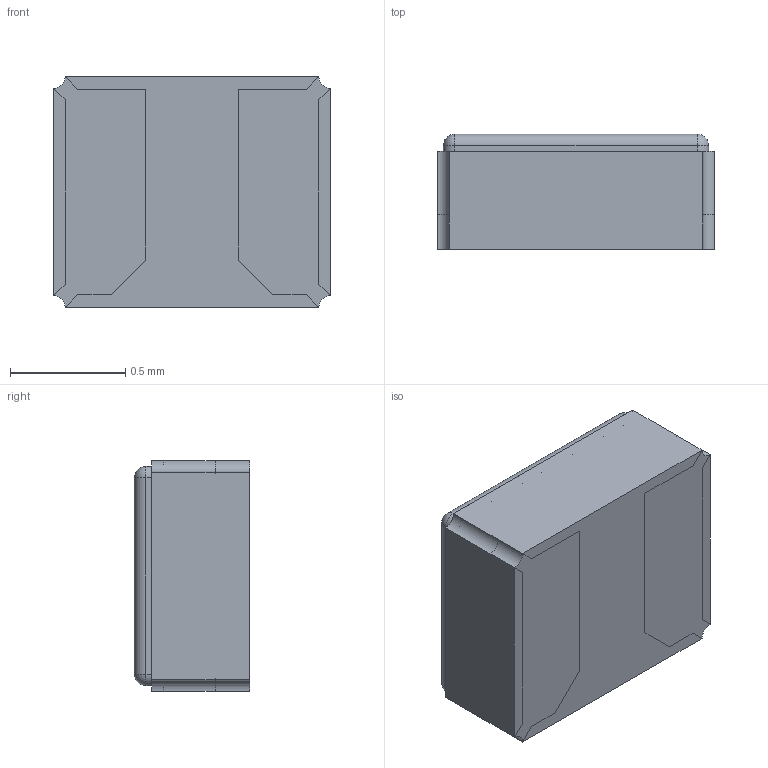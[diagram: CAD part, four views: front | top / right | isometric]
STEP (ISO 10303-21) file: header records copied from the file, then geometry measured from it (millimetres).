
FILE_DESCRIPTION (( 'STEP AP214' ), '1' );
FILE_NAME ('ECS-.327-7-1210-TR.STEP', '2024-10-31T12:53:55', ( '' ), ( '' ), 'SwSTEP 2.0', 'SolidWorks 2021', '' );
FILE_SCHEMA (( 'AUTOMOTIVE_DESIGN' ));
Length unit declared in the file: millimetre
Products named in the file (1): ECS-.327-7-1210-TR
Bounding box: 1.2 x 0.5 x 1 mm (x, y, z)
Volume: 0.6 mm3; surface area: 10.3 mm2
Topology: 5 solids, 5 shells, 112 faces, 284 edges, 180 vertices
Faces by surface type: plane 76, cylinder 32, sphere 4
Entity records: 3382 total; most frequent: CARTESIAN_POINT 573, DIRECTION 570, ORIENTED_EDGE 560, EDGE_CURVE 280, LINE 216, VECTOR 216, VERTEX_POINT 180, AXIS2_PLACEMENT_3D 177
